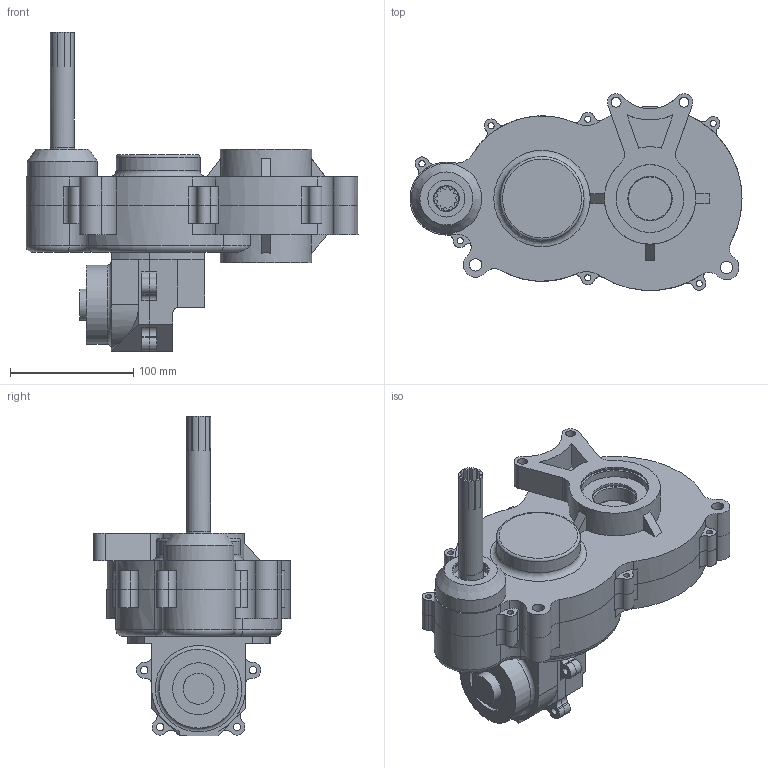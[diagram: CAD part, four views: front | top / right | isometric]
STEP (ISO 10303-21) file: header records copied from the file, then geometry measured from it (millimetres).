
FILE_DESCRIPTION(/* description */ ('STEP AP214'),/* implementation_level */ '2;1');
FILE_NAME(/* name */ 'Gearbox_updated v0.step',/* time_stamp */ '2025-01-04T11:07:45+05:30',/* author */ (''),/* organization */ (''),/* preprocessor_version */ 'ST-DEVELOPER v20',/* originating_system */ 'Autodesk Translation Framework v13.20.0.188',/* authorisation */ '');
FILE_SCHEMA (('AUTOMOTIVE_DESIGN { 1 0 10303 214 3 1 1 }'));
Length unit declared in the file: millimetre
Products named in the file (23): PROSOL GAGAED FO13; Left Casing CAGED; Right Casing CAGED; SKF_6204; SKF_6204_12; SKF_6204_21; SKF_6204_23; SKF_6305; SKF_6305_11; SKF_6305_19; SKF_6305_21; SKF_6007; SKF_6007_15; SKF_6007_27; SKF_6007_29; Bevel bearing; Part22; Part11; Bevel pinion 3 module 16 teeth 18 fw (1); Bevel gear 3 module 20 teeth 18 fw (1); LINE1; LINE2; LINE3
Assembly tree (48 placements, depth 3):
  PROSOL GAGAED FO13
    Left Casing CAGED
    Right Casing CAGED
    SKF_6204  x2
      SKF_6204_12
      SKF_6204_21
      SKF_6204_23
    SKF_6305  x2
      SKF_6305_11
      SKF_6305_19
      SKF_6305_21
    SKF_6007  x2
      SKF_6007_15
      SKF_6007_27
      SKF_6007_29
    Bevel bearing
    Part22
    Part11
    Bevel pinion 3 module 16 teeth 18 fw (1)
    Bevel gear 3 module 20 teeth 18 fw (1)
    LINE1
    LINE2
    LINE3
Bounding box: 268.98 x 159.33 x 258.61 mm (x, y, z)
Volume: 1522693.3 mm3; surface area: 501737.5 mm2
Topology: 74 solids, 74 shells, 884 faces, 2411 edges, 1627 vertices
Faces by surface type: cylinder 287, plane 252, bspline 180, torus 70, sphere 52, cone 43
Full cylindrical faces by diameter (mm): 0.8 x2, 5 x20, 6 x14, 8 x2, 10 x4, 19.5 x1, 20 x6, 21 x1, 24 x2, 25 x6, 28.8 x4, 29 x2, 30 x4, 31.8 x1, 31.825 x1, 34 x1, 35 x2, 36 x2, 36.6 x4, 37 x2, 38 x1, 38.45 x4, 40 x2, 42 x1, 43 x1, 43.75 x4, 45 x1, 47 x4, 50 x1, 50.4 x4
Entity records: 35012 total; most frequent: CARTESIAN_POINT 15226, ORIENTED_EDGE 4156, DIRECTION 3785, EDGE_CURVE 2078, AXIS2_PLACEMENT_3D 1504, VERTEX_POINT 1397, EDGE_LOOP 925, CIRCLE 808
